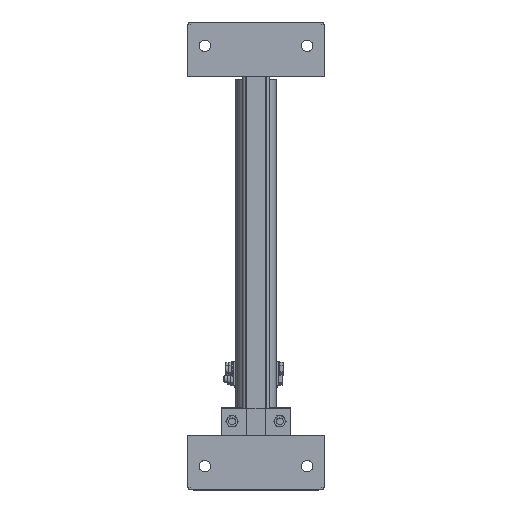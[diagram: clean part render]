
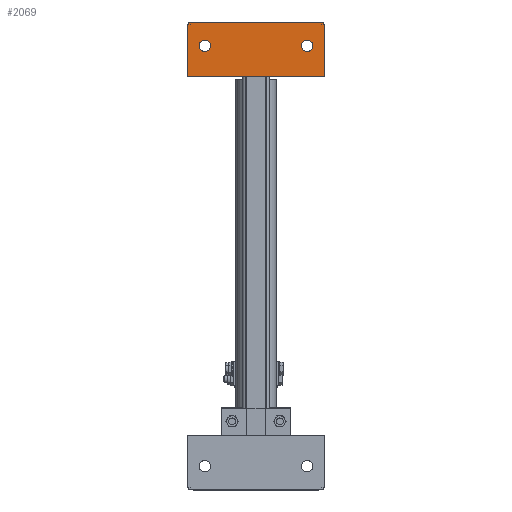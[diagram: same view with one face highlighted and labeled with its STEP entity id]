
A CAD part, left-side view. The second image highlights one B-rep face of the part: STEP entity #2069.
In plain terms, the highlighted face is planar.
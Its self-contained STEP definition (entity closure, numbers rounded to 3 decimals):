
#2069=ADVANCED_FACE('',(#3716,#3717,#3718),#3719,.T.);
#3716=FACE_BOUND('',#7320,.T.);
#3717=FACE_BOUND('',#7321,.T.);
#3718=FACE_OUTER_BOUND('',#7322,.T.);
#3719=PLANE('',#7323);
#7320=EDGE_LOOP('',(#11008));
#7321=EDGE_LOOP('',(#11009));
#7322=EDGE_LOOP('',(#11010,#11011,#11012,#11013,#11014,#11015));
#7323=AXIS2_PLACEMENT_3D('',#11016,#11017,#11018);
#11008=ORIENTED_EDGE('',*,*,#12995,.F.);
#11009=ORIENTED_EDGE('',*,*,#12996,.F.);
#11010=ORIENTED_EDGE('',*,*,#12941,.T.);
#11011=ORIENTED_EDGE('',*,*,#12392,.F.);
#11012=ORIENTED_EDGE('',*,*,#12997,.T.);
#11013=ORIENTED_EDGE('',*,*,#12654,.F.);
#11014=ORIENTED_EDGE('',*,*,#12998,.F.);
#11015=ORIENTED_EDGE('',*,*,#12665,.T.);
#11016=CARTESIAN_POINT('',(-4891.835,10695.211,4664.048));
#11017=DIRECTION('',(0.,-1.,0.));
#11018=DIRECTION('',(1.,0.,0.));
#12392=EDGE_CURVE('',#13945,#13940,#13947,.T.);
#12654=EDGE_CURVE('',#14338,#14333,#14340,.T.);
#12665=EDGE_CURVE('',#14358,#14356,#14359,.T.);
#12941=EDGE_CURVE('',#14356,#13940,#14710,.T.);
#12995=EDGE_CURVE('',#14777,#14777,#14778,.T.);
#12996=EDGE_CURVE('',#14779,#14779,#14780,.T.);
#12997=EDGE_CURVE('',#13945,#14333,#14781,.T.);
#12998=EDGE_CURVE('',#14358,#14338,#14782,.T.);
#13940=VERTEX_POINT('',#17283);
#13945=VERTEX_POINT('',#17290);
#13947=LINE('',#17293,#17294);
#14333=VERTEX_POINT('',#18236);
#14338=VERTEX_POINT('',#18243);
#14340=LINE('',#18246,#18247);
#14356=VERTEX_POINT('',#18286);
#14358=VERTEX_POINT('',#18289);
#14359=LINE('',#18290,#18291);
#14710=ELLIPSE('',#19256,3.226,3.);
#14777=VERTEX_POINT('',#19527);
#14778=CIRCLE('',#19528,8.5);
#14779=VERTEX_POINT('',#19529);
#14780=CIRCLE('',#19530,8.5);
#14781=ELLIPSE('',#19531,3.226,3.);
#14782=LINE('',#19532,#19533);
#17283=CARTESIAN_POINT('',(-4988.608,10695.211,4584.048));
#17290=CARTESIAN_POINT('',(-4795.061,10695.211,4584.048));
#17293=CARTESIAN_POINT('',(-4991.835,10695.211,4584.048));
#17294=VECTOR('',#20307,1.);
#18236=CARTESIAN_POINT('',(-4791.835,10695.211,4587.048));
#18243=CARTESIAN_POINT('',(-4791.835,10695.211,4664.048));
#18246=CARTESIAN_POINT('',(-4791.835,10695.211,4664.048));
#18247=VECTOR('',#20584,1.);
#18286=CARTESIAN_POINT('',(-4991.835,10695.211,4587.048));
#18289=CARTESIAN_POINT('',(-4991.835,10695.211,4664.048));
#18290=CARTESIAN_POINT('',(-4991.835,10695.211,4664.048));
#18291=VECTOR('',#20597,1.);
#19256=AXIS2_PLACEMENT_3D('',#20849,#20850,#20851);
#19527=CARTESIAN_POINT('',(-4958.335,10695.211,4619.048));
#19528=AXIS2_PLACEMENT_3D('',#20885,#20886,#20887);
#19529=CARTESIAN_POINT('',(-4808.335,10695.211,4619.048));
#19530=AXIS2_PLACEMENT_3D('',#20888,#20889,#20890);
#19531=AXIS2_PLACEMENT_3D('',#20891,#20892,#20893);
#19532=CARTESIAN_POINT('',(-4991.835,10695.211,4664.048));
#19533=VECTOR('',#20894,1.);
#20307=DIRECTION('',(-1.,0.,0.));
#20584=DIRECTION('',(0.,0.,-1.));
#20597=DIRECTION('',(0.,0.,-1.));
#20849=CARTESIAN_POINT('',(-4988.608,10695.211,4587.048));
#20850=DIRECTION('',(0.,-1.,0.));
#20851=DIRECTION('',(-1.,0.,0.));
#20885=CARTESIAN_POINT('',(-4966.835,10695.211,4619.048));
#20886=DIRECTION('',(0.,-1.,0.));
#20887=DIRECTION('',(1.,0.,0.));
#20888=CARTESIAN_POINT('',(-4816.835,10695.211,4619.048));
#20889=DIRECTION('',(0.,-1.,0.));
#20890=DIRECTION('',(1.,0.,0.));
#20891=CARTESIAN_POINT('',(-4795.061,10695.211,4587.048));
#20892=DIRECTION('',(0.,-1.,0.));
#20893=DIRECTION('',(1.,0.,0.));
#20894=DIRECTION('',(1.,0.,0.));
